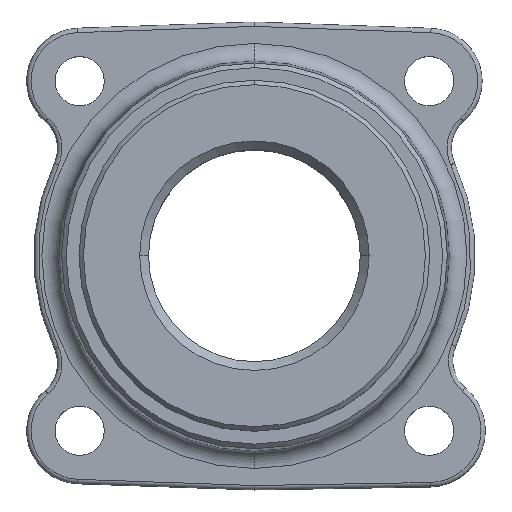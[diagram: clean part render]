
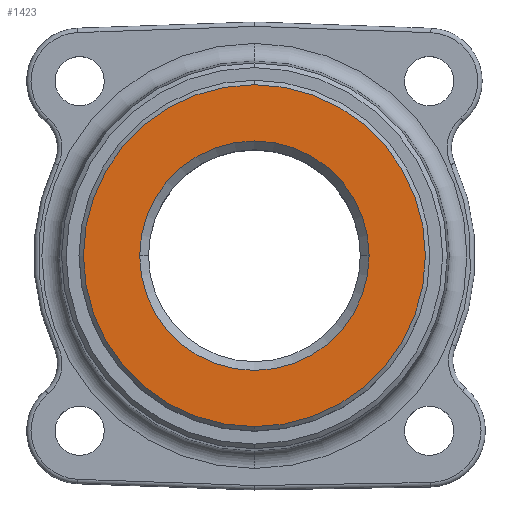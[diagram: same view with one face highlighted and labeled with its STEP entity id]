
A CAD part, top view. The second image highlights one B-rep face of the part: STEP entity #1423.
In plain terms, the highlighted planar face has unit normal (0, 0, 1).
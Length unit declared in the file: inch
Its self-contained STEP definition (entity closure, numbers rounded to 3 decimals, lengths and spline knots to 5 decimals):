
#203=CARTESIAN_POINT('',(0.,0.,1.57875));
#204=DIRECTION('',(0.,0.,1.));
#205=DIRECTION('',(0.,1.,0.));
#206=AXIS2_PLACEMENT_3D('',#203,#204,#205);
#217=CARTESIAN_POINT('',(0.,0.,1.57875));
#218=DIRECTION('',(0.,0.,-1.));
#219=DIRECTION('',(0.,1.,0.));
#220=AXIS2_PLACEMENT_3D('',#217,#218,#219);
#222=CARTESIAN_POINT('',(0.,0.,1.57875));
#223=DIRECTION('',(0.,0.,1.));
#224=DIRECTION('',(1.,0.,0.));
#225=AXIS2_PLACEMENT_3D('',#222,#223,#224);
#232=CARTESIAN_POINT('',(0.,0.,1.57875));
#233=DIRECTION('',(0.,0.,1.));
#234=DIRECTION('',(-1.,0.,0.));
#235=AXIS2_PLACEMENT_3D('',#232,#233,#234);
#1039=CARTESIAN_POINT('',(0.,1.21075,1.57875));
#1040=CARTESIAN_POINT('',(0.,-1.21075,1.57875));
#1041=VERTEX_POINT('',#1039);
#1042=VERTEX_POINT('',#1040);
#1043=CARTESIAN_POINT('',(0.8125,0.,1.57875));
#1044=CARTESIAN_POINT('',(-0.8125,0.,1.57875));
#1045=VERTEX_POINT('',#1043);
#1046=VERTEX_POINT('',#1044);
#1408=CARTESIAN_POINT('',(0.,0.,1.57875));
#1409=DIRECTION('',(0.,0.,1.));
#1410=DIRECTION('',(0.,1.,0.));
#1411=AXIS2_PLACEMENT_3D('',#1408,#1409,#1410);
#1412=PLANE('',#1411);
#1413=ORIENTED_EDGE('',*,*,#1402,.T.);
#1414=ORIENTED_EDGE('',*,*,#1388,.F.);
#1415=EDGE_LOOP('',(#1413,#1414));
#1416=FACE_OUTER_BOUND('',#1415,.F.);
#1418=ORIENTED_EDGE('',*,*,#1417,.T.);
#1420=ORIENTED_EDGE('',*,*,#1419,.T.);
#1421=EDGE_LOOP('',(#1418,#1420));
#1422=FACE_BOUND('',#1421,.F.);
#207=CIRCLE('',#206,1.21075);
#221=CIRCLE('',#220,1.21075);
#226=CIRCLE('',#225,0.8125);
#236=CIRCLE('',#235,0.8125);
#1388=EDGE_CURVE('',#1041,#1042,#207,.T.);
#1402=EDGE_CURVE('',#1041,#1042,#221,.T.);
#1417=EDGE_CURVE('',#1045,#1046,#226,.T.);
#1419=EDGE_CURVE('',#1046,#1045,#236,.T.);
#1423=ADVANCED_FACE('',(#1416,#1422),#1412,.T.);
